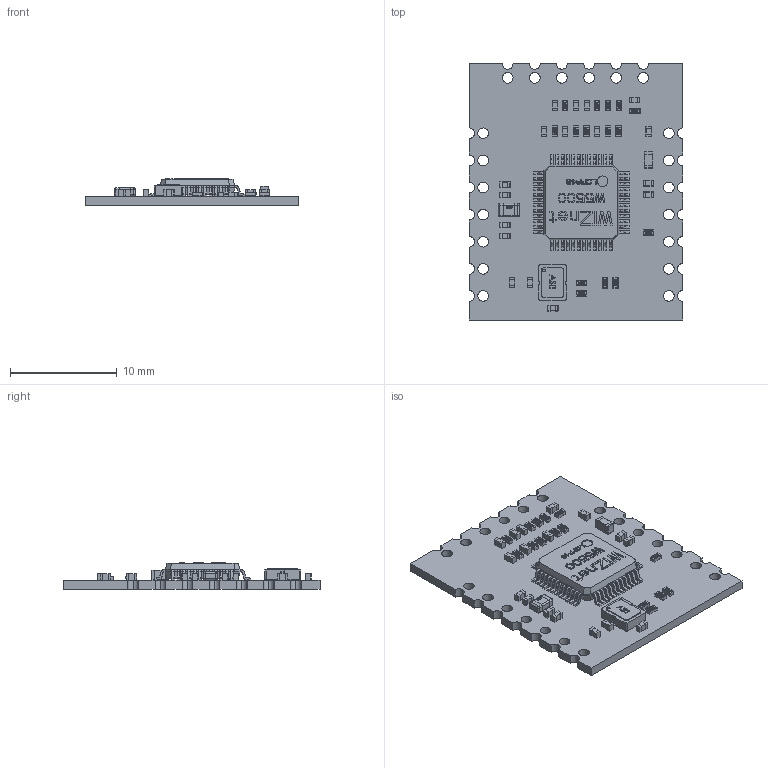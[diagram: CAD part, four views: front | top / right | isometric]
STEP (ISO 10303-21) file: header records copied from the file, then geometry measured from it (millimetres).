
FILE_DESCRIPTION(('Open CASCADE Model'),'2;1');
FILE_NAME('Open CASCADE Shape Model','2025-05-23T15:08:45',('Author'),( 'Open CASCADE'),'Open CASCADE STEP processor 6.8','Open CASCADE 6.8' ,'Unknown');
FILE_SCHEMA(('AUTOMOTIVE_DESIGN { 1 0 10303 214 1 1 1 1 }'));
Length unit declared in the file: millimetre
Products named in the file (50): PCB; Board; Open CASCADE STEP translator 6.8 15.1.1; Open CASCADE STEP translator 6.8 15.1.1.1; C18; CAPC1005X06; C17; 0805_SMD_Capacitor; C16; Y1; User_Library-ABRACON_ASE; U1; 8014235168; USER_LIBRARY-LQFP48_GRID_0_5_AN_ASM; USER_LIBRARY-LQFP48_GRID_0-3644; USER_LIBRARY-LQFP48_GRID_0-1682; _LQFP48; R15; RES_C1005X04N; R14; R13; R12; R11; R10; R9; R8; R7; R6; R5; R4; R3; R2; R1; L1; User_Library-Chip_InductorINDC1608X95N; C15; C14; C13; C12; C11 ...
Assembly tree (126 placements, depth 5):
  PCB
    Board
      Open CASCADE STEP translator 6.8 15.1.1
        Open CASCADE STEP translator 6.8 15.1.1.1
    C18
      CAPC1005X06
    C17
      0805_SMD_Capacitor
    C16
      CAPC1005X06
    Y1
      User_Library-ABRACON_ASE
    U1
      8014235168
        USER_LIBRARY-LQFP48_GRID_0_5_AN_ASM
          USER_LIBRARY-LQFP48_GRID_0-3644  x48
          USER_LIBRARY-LQFP48_GRID_0-1682
        _LQFP48
    R15
      RES_C1005X04N
    R14
      RES_C1005X04N
    R13
      RES_C1005X04N
    R12
      RES_C1005X04N
    R11
      RES_C1005X04N
    R10
      RES_C1005X04N
    R9
      RES_C1005X04N
    R8
      RES_C1005X04N
    R7
      RES_C1005X04N
    R6
      RES_C1005X04N
    R5
      RES_C1005X04N
    R4
      RES_C1005X04N
    R3
      RES_C1005X04N
    R2
      RES_C1005X04N
    R1
      RES_C1005X04N
    L1
      User_Library-Chip_InductorINDC1608X95N
    C15
      CAPC1005X06
    C14
      CAPC1005X06
    C13
      CAPC1005X06
    C12
      CAPC1005X06
    C11
      CAPC1005X06
Bounding box: 20 x 24 x 2.51 mm (x, y, z)
Volume: 487.1 mm3; surface area: 1404.7 mm2
Topology: 85 solids, 85 shells, 5443 faces, 14291 edges, 8543 vertices
Faces by surface type: cylinder 2117, plane 2116, bspline 426, sphere 400, torus 384
Full cylindrical faces by diameter (mm): 1 x20
Entity records: 39240 total; most frequent: CARTESIAN_POINT 9541, ORIENTED_EDGE 5548, DIRECTION 5050, EDGE_CURVE 2774, LINE 2164, VECTOR 2164, VERTEX_POINT 1818, AXIS2_PLACEMENT_3D 1443
